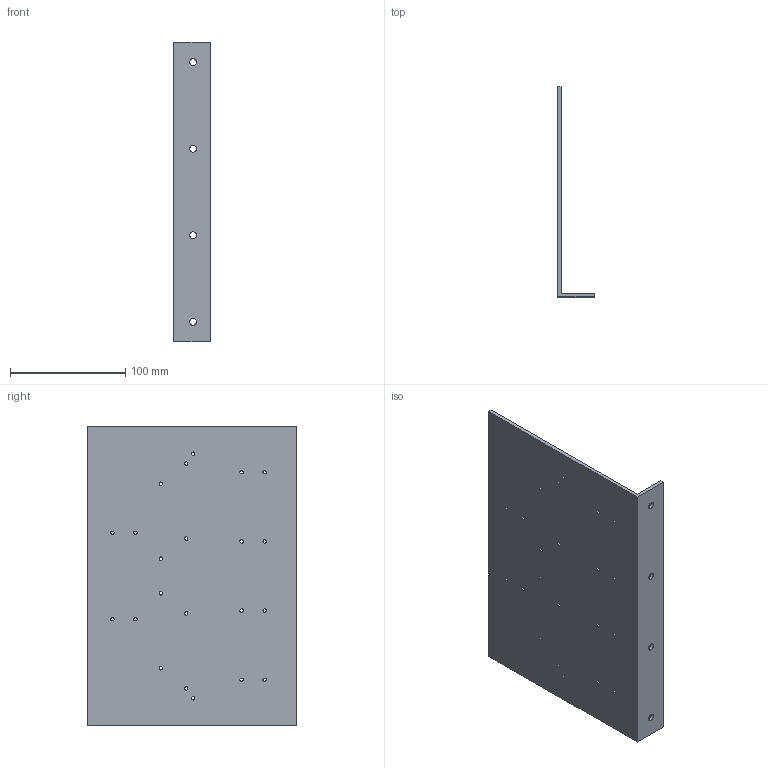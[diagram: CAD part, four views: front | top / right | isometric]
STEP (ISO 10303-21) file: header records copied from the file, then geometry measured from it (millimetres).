
FILE_DESCRIPTION (( 'STEP AP203' ), '1' );
FILE_NAME ('30-02-1652.STEP', '2013-06-05T11:20:11', ( 'asennus' ), ( '' ), 'SwSTEP 2.0', 'SolidWorks 2013', '' );
FILE_SCHEMA (( 'CONFIG_CONTROL_DESIGN' ));
Length unit declared in the file: millimetre
Products named in the file (1): 30-02-1652
Bounding box: 32 x 182 x 260 mm (x, y, z)
Volume: 163774.2 mm3; surface area: 112857 mm2
Topology: 1 solids, 1 shells, 60 faces, 174 edges, 116 vertices
Faces by surface type: cylinder 52, plane 8
Entity records: 2223 total; most frequent: DIRECTION 400, CARTESIAN_POINT 351, ORIENTED_EDGE 348, EDGE_CURVE 174, AXIS2_PLACEMENT_3D 165, VERTEX_POINT 116, EDGE_LOOP 112, CIRCLE 104
